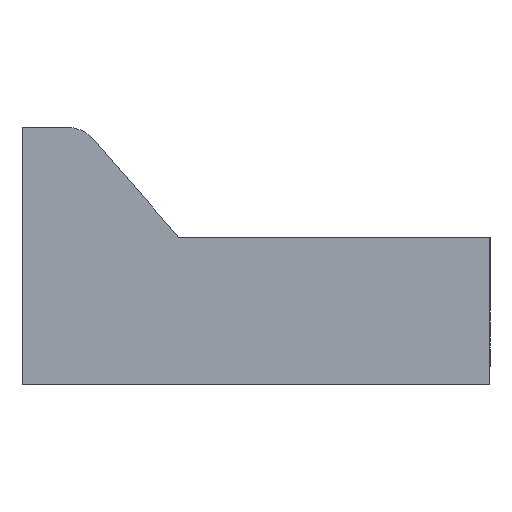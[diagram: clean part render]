
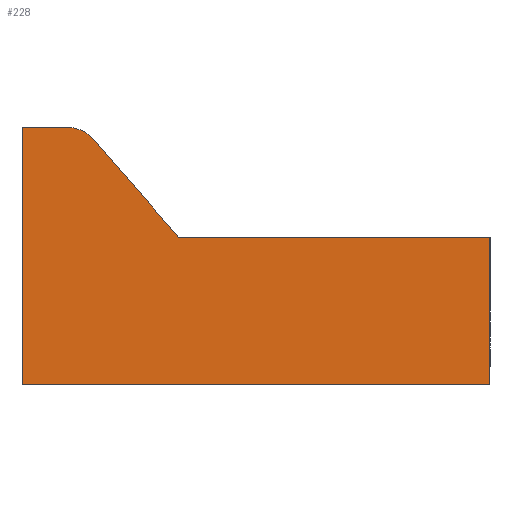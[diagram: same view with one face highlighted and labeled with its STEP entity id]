
A CAD part, left-side view. The second image highlights one B-rep face of the part: STEP entity #228.
In plain terms, the highlighted planar face has unit normal (-1, 0, 0).
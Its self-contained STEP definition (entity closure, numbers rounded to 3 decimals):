
#13 = VECTOR ( 'NONE', #565, 1000. ) ;
#17 = CARTESIAN_POINT ( 'NONE',  ( -100., 20., -3.15 ) ) ;
#26 = DIRECTION ( 'NONE',  ( 1., 0., 0. ) ) ;
#27 = DIRECTION ( 'NONE',  ( 0., -0.656, -0.755 ) ) ;
#28 = EDGE_CURVE ( 'NONE', #499, #376, #444, .T. ) ;
#31 = CARTESIAN_POINT ( 'NONE',  ( -100., 18.069, 6.35 ) ) ;
#35 = EDGE_CURVE ( 'NONE', #376, #503, #53, .T. ) ;
#53 = LINE ( 'NONE', #233, #411 ) ;
#63 = ORIENTED_EDGE ( 'NONE', *, *, #35, .F. ) ;
#65 = CARTESIAN_POINT ( 'NONE',  ( -100., 20., -3.15 ) ) ;
#66 = VECTOR ( 'NONE', #426, 1000. ) ;
#72 = CARTESIAN_POINT ( 'NONE',  ( -100., 18.069, 6.35 ) ) ;
#84 = VECTOR ( 'NONE', #27, 1000. ) ;
#86 = VECTOR ( 'NONE', #278, 1000. ) ;
#105 = CARTESIAN_POINT ( 'NONE',  ( -100., 13.3, 3.15 ) ) ;
#116 = LINE ( 'NONE', #17, #66 ) ;
#166 = LINE ( 'NONE', #521, #13 ) ;
#185 = CARTESIAN_POINT ( 'NONE',  ( -100., 16.937, 7.334 ) ) ;
#192 = VERTEX_POINT ( 'NONE', #185 ) ;
#206 = ORIENTED_EDGE ( 'NONE', *, *, #312, .F. ) ;
#214 = ORIENTED_EDGE ( 'NONE', *, *, #402, .F. ) ;
#215 = FACE_OUTER_BOUND ( 'NONE', #331, .T. ) ;
#228 = ADVANCED_FACE ( 'NONE', ( #215 ), #304, .F. ) ;
#230 = AXIS2_PLACEMENT_3D ( 'NONE', #31, #555, #384 ) ;
#233 = CARTESIAN_POINT ( 'NONE',  ( -100., 0., -3.15 ) ) ;
#248 = EDGE_CURVE ( 'NONE', #192, #472, #339, .T. ) ;
#276 = CARTESIAN_POINT ( 'NONE',  ( -100., 18.069, 7.85 ) ) ;
#278 = DIRECTION ( 'NONE',  ( 0., 0., -1. ) ) ;
#284 = CARTESIAN_POINT ( 'NONE',  ( -100., 20., 7.85 ) ) ;
#304 = PLANE ( 'NONE',  #230 ) ;
#312 = EDGE_CURVE ( 'NONE', #472, #499, #166, .T. ) ;
#318 = ORIENTED_EDGE ( 'NONE', *, *, #473, .F. ) ;
#321 = CARTESIAN_POINT ( 'NONE',  ( -100., 0., 3.15 ) ) ;
#322 = DIRECTION ( 'NONE',  ( 0., -1., 0. ) ) ;
#326 = AXIS2_PLACEMENT_3D ( 'NONE', #72, #26, #372 ) ;
#331 = EDGE_LOOP ( 'NONE', ( #63, #409, #206, #530, #214, #318, #546 ) ) ;
#339 = LINE ( 'NONE', #347, #84 ) ;
#347 = CARTESIAN_POINT ( 'NONE',  ( -100., 16.937, 7.334 ) ) ;
#364 = CARTESIAN_POINT ( 'NONE',  ( -100., 20., 7.85 ) ) ;
#372 = DIRECTION ( 'NONE',  ( 0., 0., -1. ) ) ;
#376 = VERTEX_POINT ( 'NONE', #383 ) ;
#383 = CARTESIAN_POINT ( 'NONE',  ( -100., 0., -3.15 ) ) ;
#384 = DIRECTION ( 'NONE',  ( 0., 0., -1. ) ) ;
#389 = EDGE_CURVE ( 'NONE', #503, #450, #116, .T. ) ;
#393 = VECTOR ( 'NONE', #322, 1000. ) ;
#399 = DIRECTION ( 'NONE',  ( 0., 1., 0. ) ) ;
#402 = EDGE_CURVE ( 'NONE', #448, #192, #431, .T. ) ;
#409 = ORIENTED_EDGE ( 'NONE', *, *, #28, .F. ) ;
#411 = VECTOR ( 'NONE', #399, 1000. ) ;
#426 = DIRECTION ( 'NONE',  ( 0., 0., 1. ) ) ;
#431 = CIRCLE ( 'NONE', #326, 1.5 ) ;
#444 = LINE ( 'NONE', #321, #86 ) ;
#448 = VERTEX_POINT ( 'NONE', #276 ) ;
#450 = VERTEX_POINT ( 'NONE', #284 ) ;
#456 = LINE ( 'NONE', #364, #393 ) ;
#462 = CARTESIAN_POINT ( 'NONE',  ( -100., 0., 3.15 ) ) ;
#472 = VERTEX_POINT ( 'NONE', #105 ) ;
#473 = EDGE_CURVE ( 'NONE', #450, #448, #456, .T. ) ;
#499 = VERTEX_POINT ( 'NONE', #462 ) ;
#503 = VERTEX_POINT ( 'NONE', #65 ) ;
#521 = CARTESIAN_POINT ( 'NONE',  ( -100., 13.3, 3.15 ) ) ;
#530 = ORIENTED_EDGE ( 'NONE', *, *, #248, .F. ) ;
#546 = ORIENTED_EDGE ( 'NONE', *, *, #389, .F. ) ;
#555 = DIRECTION ( 'NONE',  ( 1., 0., 0. ) ) ;
#565 = DIRECTION ( 'NONE',  ( 0., -1., 0. ) ) ;
